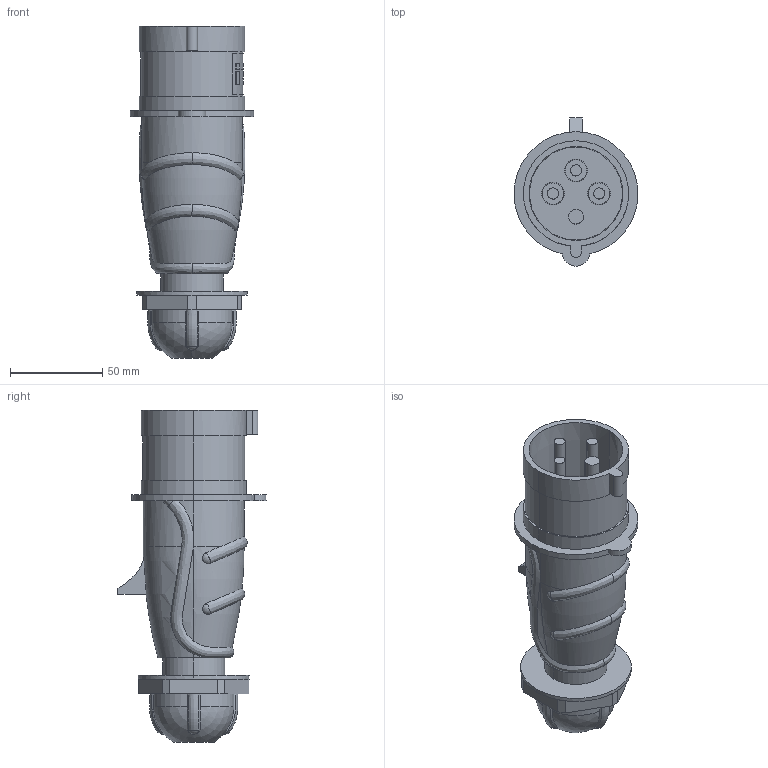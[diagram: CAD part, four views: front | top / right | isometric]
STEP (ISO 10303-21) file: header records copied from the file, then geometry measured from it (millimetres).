
FILE_DESCRIPTION (( 'STEP AP214' ), '1' );
FILE_NAME ('PSN02-032-4 MAGNUM Âèëêà ïåðåíîñ. ÑÑÈ-024 32À-6÷ 380Â 3P+PE IP44 IEK.STEP', '2025-07-22T10:18:42', ( '' ), ( '' ), 'SwSTEP 2.0', 'SolidWorks 2022', '' );
FILE_SCHEMA (( 'AUTOMOTIVE_DESIGN' ));
Length unit declared in the file: millimetre
Products named in the file (1): PSN02-032-4 MAGNUM Вилка перенос. ССИ-024 32А-6ч 380В 3P+PE IP44 IEK
Bounding box: 67 x 80.17 x 179.6 mm (x, y, z)
Volume: 154853.2 mm3; surface area: 71873.6 mm2
Topology: 9 solids, 9 shells, 517 faces, 1305 edges, 854 vertices
Faces by surface type: plane 280, cylinder 137, bspline 51, cone 31, sphere 10, torus 8
Entity records: 30291 total; most frequent: CARTESIAN_POINT 17853, ORIENTED_EDGE 2594, DIRECTION 2355, EDGE_CURVE 1297, VERTEX_POINT 854, AXIS2_PLACEMENT_3D 828, LINE 699, VECTOR 699
